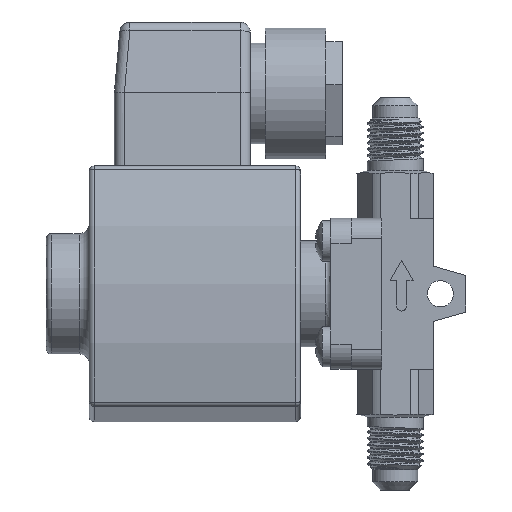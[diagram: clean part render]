
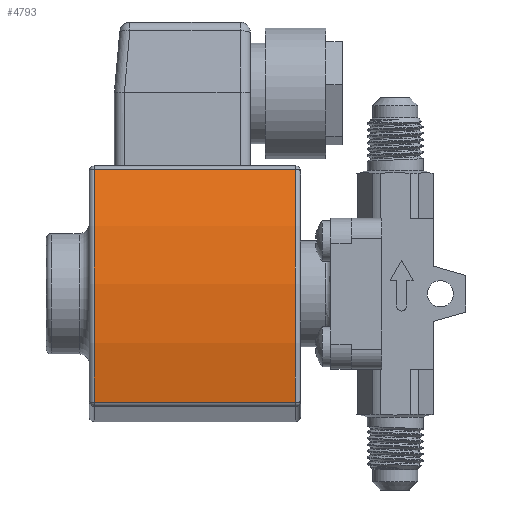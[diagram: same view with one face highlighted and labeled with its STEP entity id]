
A CAD part, left-side view. The second image highlights one B-rep face of the part: STEP entity #4793.
In plain terms, the highlighted cylindrical face has radius 82 mm (diameter 164 mm), a partial arc.
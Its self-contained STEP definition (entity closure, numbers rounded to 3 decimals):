
#196=LINE('',#8150,#561);
#197=LINE('',#8154,#562);
#561=VECTOR('',#5859,1000.);
#562=VECTOR('',#5862,1000.);
#895=CYLINDRICAL_SURFACE('',#5150,82.);
#1034=FACE_OUTER_BOUND('',#1319,.T.);
#1319=EDGE_LOOP('',(#3292,#3293,#3294,#3295));
#1642=CIRCLE('',#5151,82.);
#1643=CIRCLE('',#5152,82.);
#1996=VERTEX_POINT('',#8148);
#1997=VERTEX_POINT('',#8149);
#1998=VERTEX_POINT('',#8151);
#1999=VERTEX_POINT('',#8153);
#2513=EDGE_CURVE('',#1996,#1997,#196,.T.);
#2514=EDGE_CURVE('',#1997,#1998,#1642,.T.);
#2515=EDGE_CURVE('',#1998,#1999,#197,.T.);
#2516=EDGE_CURVE('',#1999,#1996,#1643,.T.);
#3292=ORIENTED_EDGE('',*,*,#2513,.T.);
#3293=ORIENTED_EDGE('',*,*,#2514,.T.);
#3294=ORIENTED_EDGE('',*,*,#2515,.T.);
#3295=ORIENTED_EDGE('',*,*,#2516,.T.);
#4793=ADVANCED_FACE('',(#1034),#895,.T.);
#5150=AXIS2_PLACEMENT_3D('',#8147,#5857,#5858);
#5151=AXIS2_PLACEMENT_3D('',#8152,#5860,#5861);
#5152=AXIS2_PLACEMENT_3D('',#8155,#5863,#5864);
#5857=DIRECTION('center_axis',(0.,1.,0.));
#5858=DIRECTION('ref_axis',(0.093,0.,0.996));
#5859=DIRECTION('',(0.,-1.,0.));
#5860=DIRECTION('center_axis',(0.,1.,0.));
#5861=DIRECTION('ref_axis',(0.093,0.,0.996));
#5862=DIRECTION('',(0.,1.,0.));
#5863=DIRECTION('center_axis',(0.,-1.,0.));
#5864=DIRECTION('ref_axis',(0.093,0.,0.996));
#8147=CARTESIAN_POINT('Origin',(62.468,18.114,72.297));
#8148=CARTESIAN_POINT('',(-17.979,59.114,56.415));
#8149=CARTESIAN_POINT('',(-17.979,19.114,56.415));
#8150=CARTESIAN_POINT('',(-17.979,18.114,56.415));
#8151=CARTESIAN_POINT('',(-13.655,19.114,102.782));
#8152=CARTESIAN_POINT('Origin',(62.468,19.114,72.297));
#8153=CARTESIAN_POINT('',(-13.655,59.114,102.782));
#8154=CARTESIAN_POINT('',(-13.655,18.114,102.782));
#8155=CARTESIAN_POINT('Origin',(62.468,59.114,72.297));
